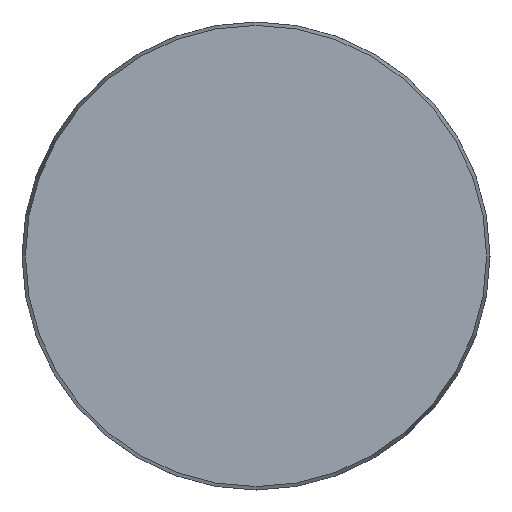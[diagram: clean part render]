
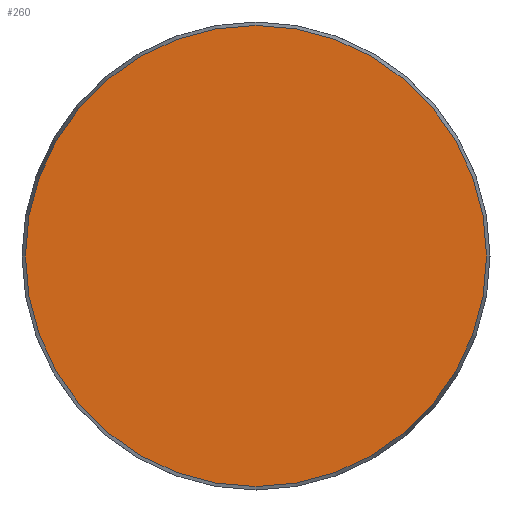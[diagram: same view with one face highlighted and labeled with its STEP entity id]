
A CAD part, front view. The second image highlights one B-rep face of the part: STEP entity #260.
In plain terms, the highlighted planar face has unit normal (0, -1, 0).
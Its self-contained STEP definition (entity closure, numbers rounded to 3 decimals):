
#11 = CARTESIAN_POINT ( 'NONE',  ( -38.425, 0., 0. ) ) ;
#43 = ORIENTED_EDGE ( 'NONE', *, *, #349, .T. ) ;
#62 = PLANE ( 'NONE',  #517 ) ;
#66 = VERTEX_POINT ( 'NONE', #241 ) ;
#93 = DIRECTION ( 'NONE',  ( 0., -1., 0. ) ) ;
#180 = DIRECTION ( 'NONE',  ( 0., 1., 0. ) ) ;
#228 = DIRECTION ( 'NONE',  ( 0., 0., -1. ) ) ;
#229 = EDGE_LOOP ( 'NONE', ( #43 ) ) ;
#241 = CARTESIAN_POINT ( 'NONE',  ( 0., 0., -38.425 ) ) ;
#260 = ADVANCED_FACE ( 'NONE', ( #403 ), #62, .F. ) ;
#261 = AXIS2_PLACEMENT_3D ( 'NONE', #526, #93, #228 ) ;
#349 = EDGE_CURVE ( 'NONE', #66, #66, #501, .T. ) ;
#359 = DIRECTION ( 'NONE',  ( 0., 0., 1. ) ) ;
#403 = FACE_OUTER_BOUND ( 'NONE', #229, .T. ) ;
#501 = CIRCLE ( 'NONE', #261, 38.425 ) ;
#517 = AXIS2_PLACEMENT_3D ( 'NONE', #11, #180, #359 ) ;
#526 = CARTESIAN_POINT ( 'NONE',  ( 0., 0., 0. ) ) ;
